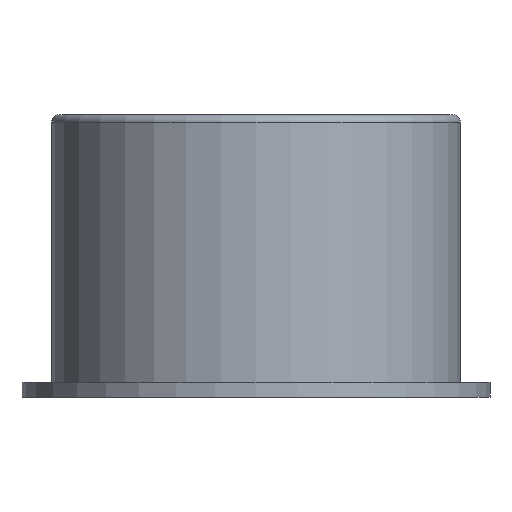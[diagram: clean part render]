
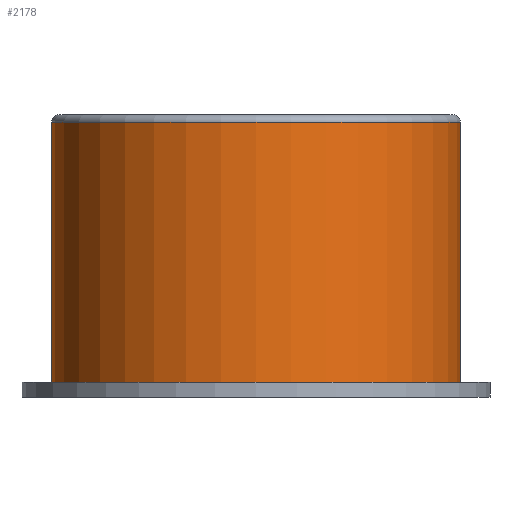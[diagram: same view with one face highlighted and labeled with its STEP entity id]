
A CAD part, left-side view. The second image highlights one B-rep face of the part: STEP entity #2178.
In plain terms, the highlighted cylindrical face has radius 137.5 mm (diameter 275 mm), a partial arc.
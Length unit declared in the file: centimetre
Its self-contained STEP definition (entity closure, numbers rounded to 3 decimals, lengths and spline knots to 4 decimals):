
#672 = VECTOR ( 'NONE', #2546, 100. ) ;
#712 = CARTESIAN_POINT ( 'NONE',  ( 0., 0., 0. ) ) ;
#855 = EDGE_LOOP ( 'NONE', ( #4084, #2763, #5656, #7609 ) ) ;
#1020 = CIRCLE ( 'NONE', #3885, 13.75 ) ;
#1684 = LINE ( 'NONE', #7543, #672 ) ;
#1729 = CARTESIAN_POINT ( 'NONE',  ( 0., 17.5, -13.75 ) ) ;
#1954 = EDGE_CURVE ( 'NONE', #8270, #4537, #1684, .T. ) ;
#1970 = CARTESIAN_POINT ( 'NONE',  ( 0., 18., 0. ) ) ;
#2178 = ADVANCED_FACE ( 'NONE', ( #4095 ), #6974, .T. ) ;
#2546 = DIRECTION ( 'NONE',  ( 0., -1., 0. ) ) ;
#2763 = ORIENTED_EDGE ( 'NONE', *, *, #4881, .T. ) ;
#3119 = CARTESIAN_POINT ( 'NONE',  ( 0., 17.5, 0. ) ) ;
#3688 = DIRECTION ( 'NONE',  ( 0., 0., 1. ) ) ;
#3885 = AXIS2_PLACEMENT_3D ( 'NONE', #712, #4441, #3688 ) ;
#4084 = ORIENTED_EDGE ( 'NONE', *, *, #1954, .F. ) ;
#4095 = FACE_OUTER_BOUND ( 'NONE', #855, .T. ) ;
#4325 = DIRECTION ( 'NONE',  ( 0., -1., 0. ) ) ;
#4326 = CARTESIAN_POINT ( 'NONE',  ( 0., 17.5, 13.75 ) ) ;
#4394 = DIRECTION ( 'NONE',  ( 0., -1., 0. ) ) ;
#4441 = DIRECTION ( 'NONE',  ( 0., 1., 0. ) ) ;
#4537 = VERTEX_POINT ( 'NONE', #6237 ) ;
#4574 = DIRECTION ( 'NONE',  ( 0., 0., 1. ) ) ;
#4881 = EDGE_CURVE ( 'NONE', #8270, #5516, #7939, .T. ) ;
#4943 = AXIS2_PLACEMENT_3D ( 'NONE', #3119, #5993, #4574 ) ;
#4953 = CARTESIAN_POINT ( 'NONE',  ( 0., 0., -13.75 ) ) ;
#5516 = VERTEX_POINT ( 'NONE', #1729 ) ;
#5656 = ORIENTED_EDGE ( 'NONE', *, *, #7460, .T. ) ;
#5993 = DIRECTION ( 'NONE',  ( 0., -1., 0. ) ) ;
#6237 = CARTESIAN_POINT ( 'NONE',  ( 0., 0., 13.75 ) ) ;
#6436 = VECTOR ( 'NONE', #4394, 100. ) ;
#6491 = DIRECTION ( 'NONE',  ( 0., 0., -1. ) ) ;
#6974 = CYLINDRICAL_SURFACE ( 'NONE', #8867, 13.75 ) ;
#7460 = EDGE_CURVE ( 'NONE', #5516, #7668, #8110, .T. ) ;
#7471 = EDGE_CURVE ( 'NONE', #7668, #4537, #1020, .T. ) ;
#7543 = CARTESIAN_POINT ( 'NONE',  ( 0., 18., 13.75 ) ) ;
#7609 = ORIENTED_EDGE ( 'NONE', *, *, #7471, .T. ) ;
#7668 = VERTEX_POINT ( 'NONE', #4953 ) ;
#7939 = CIRCLE ( 'NONE', #4943, 13.75 ) ;
#8110 = LINE ( 'NONE', #8630, #6436 ) ;
#8270 = VERTEX_POINT ( 'NONE', #4326 ) ;
#8630 = CARTESIAN_POINT ( 'NONE',  ( 0., 18., -13.75 ) ) ;
#8867 = AXIS2_PLACEMENT_3D ( 'NONE', #1970, #4325, #6491 ) ;
